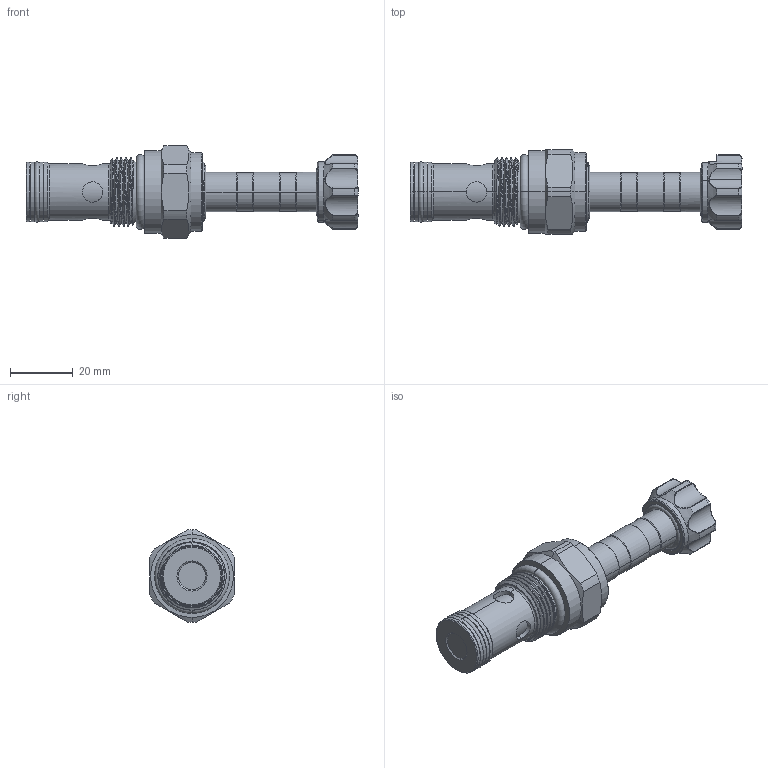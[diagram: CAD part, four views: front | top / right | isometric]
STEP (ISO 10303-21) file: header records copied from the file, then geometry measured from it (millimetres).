
FILE_DESCRIPTION (( 'STEP AP203' ), '1' );
FILE_NAME ('EP22ML2A05N85.STEP', '2024-12-04T01:13:39', ( '' ), ( '' ), 'SwSTEP 2.0', 'SolidWorks 2018', '' );
FILE_SCHEMA (( 'CONFIG_CONTROL_DESIGN' ));
Length unit declared in the file: millimetre
Products named in the file (1): EP22ML2A05N85
Bounding box: 106.2 x 27 x 29.6 mm (x, y, z)
Volume: 30577.9 mm3; surface area: 9064.2 mm2
Topology: 1 solids, 2 shells, 259 faces, 616 edges, 374 vertices
Faces by surface type: cylinder 119, bspline 41, torus 37, cone 36, plane 26
Entity records: 13951 total; most frequent: CARTESIAN_POINT 8248, ORIENTED_EDGE 1228, DIRECTION 1135, EDGE_CURVE 614, AXIS2_PLACEMENT_3D 489, VERTEX_POINT 374, EDGE_LOOP 278, CIRCLE 270
